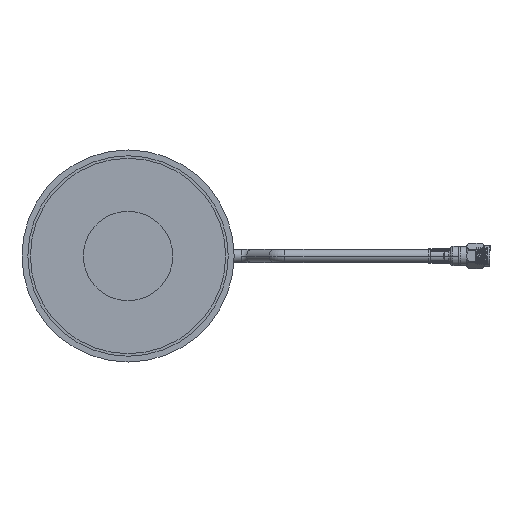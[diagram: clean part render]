
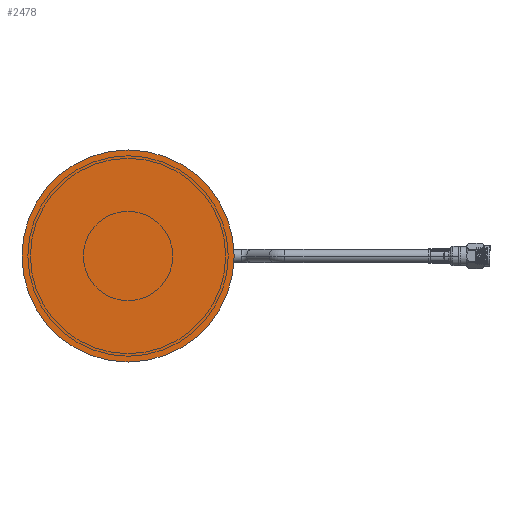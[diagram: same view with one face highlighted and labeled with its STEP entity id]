
A CAD part, front view. The second image highlights one B-rep face of the part: STEP entity #2478.
In plain terms, the highlighted planar face has unit normal (0, -1, 0).
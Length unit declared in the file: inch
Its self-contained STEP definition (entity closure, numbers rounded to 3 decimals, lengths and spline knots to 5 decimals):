
#520 = AXIS2_PLACEMENT_3D ( 'NONE', #1786, #13180, #3885 ) ;
#909 = DIRECTION ( 'NONE',  ( 0., 1., 0. ) ) ;
#1087 = VERTEX_POINT ( 'NONE', #1684 ) ;
#1468 = DIRECTION ( 'NONE',  ( 0., 1., 0. ) ) ;
#1684 = CARTESIAN_POINT ( 'NONE',  ( 0., -0.00984, -1.49606 ) ) ;
#1786 = CARTESIAN_POINT ( 'NONE',  ( 0., -0.00984, 0. ) ) ;
#2130 = CARTESIAN_POINT ( 'NONE',  ( 0., -0.00984, 0. ) ) ;
#2211 = DIRECTION ( 'NONE',  ( 0., 0., 1. ) ) ;
#2478 = ADVANCED_FACE ( 'NONE', ( #10461 ), #12325, .F. ) ;
#3243 = CARTESIAN_POINT ( 'NONE',  ( 0., -0.00984, 0. ) ) ;
#3630 = CIRCLE ( 'NONE', #520, 1.49606 ) ;
#3885 = DIRECTION ( 'NONE',  ( 0., 0., -1. ) ) ;
#3902 = ORIENTED_EDGE ( 'NONE', *, *, #5214, .F. ) ;
#5214 = EDGE_CURVE ( 'NONE', #1087, #13821, #3630, .T. ) ;
#5927 = DIRECTION ( 'NONE',  ( 0., 0., -1. ) ) ;
#6558 = AXIS2_PLACEMENT_3D ( 'NONE', #2130, #909, #2211 ) ;
#6628 = CIRCLE ( 'NONE', #11870, 1.49606 ) ;
#7338 = CARTESIAN_POINT ( 'NONE',  ( 0., -0.00984, 1.49606 ) ) ;
#9428 = ORIENTED_EDGE ( 'NONE', *, *, #11855, .F. ) ;
#10461 = FACE_OUTER_BOUND ( 'NONE', #14276, .T. ) ;
#11855 = EDGE_CURVE ( 'NONE', #13821, #1087, #6628, .T. ) ;
#11870 = AXIS2_PLACEMENT_3D ( 'NONE', #3243, #1468, #5927 ) ;
#12325 = PLANE ( 'NONE',  #6558 ) ;
#13180 = DIRECTION ( 'NONE',  ( 0., 1., 0. ) ) ;
#13821 = VERTEX_POINT ( 'NONE', #7338 ) ;
#14276 = EDGE_LOOP ( 'NONE', ( #3902, #9428 ) ) ;
